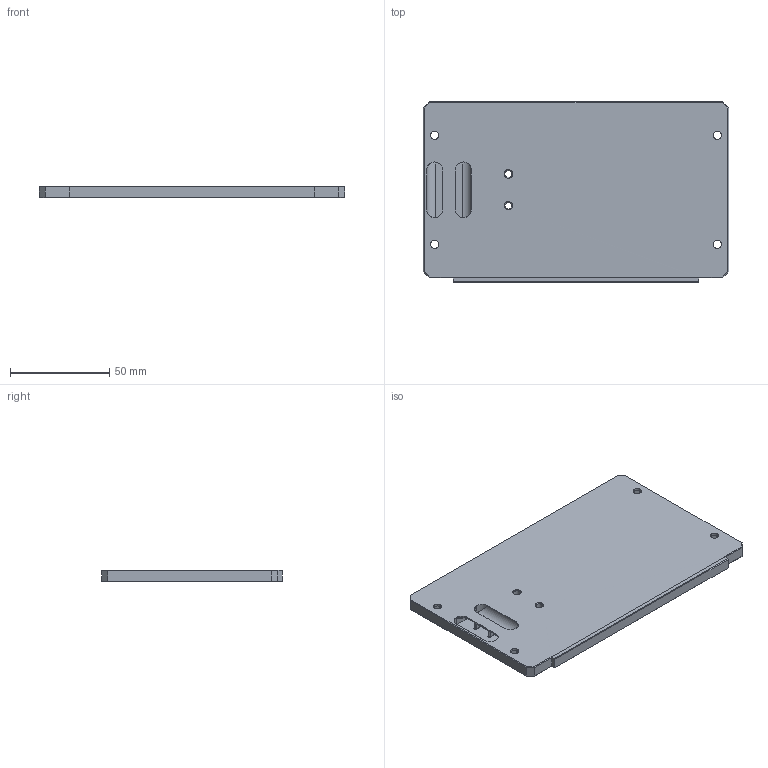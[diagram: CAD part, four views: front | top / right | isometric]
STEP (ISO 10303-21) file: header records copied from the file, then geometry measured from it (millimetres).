
FILE_DESCRIPTION(/* description */ ('STEP AP242','CAx-IF Rec.Pracs.---Representation and Presentation of Product Manufacturing Information (PMI)---4.0---2014-10-13','CAx-IF Rec.Pracs.---3D Tessellated Geometry---0.4---2014-09-14','2;1'),/* implementation_level */ '2;1');
FILE_NAME(/* name */ '619138593fe69a7fa00d1b32',/* time_stamp */ '2021-11-14T16:24:58+00:00',/* author */ (''),/* organization */ (''),/* preprocessor_version */ 'ST-DEVELOPER v18.1',/* originating_system */ ' ',/* authorisation */ ' ');
FILE_SCHEMA (('AP242_MANAGED_MODEL_BASED_3D_ENGINEERING_MIM_LF { 1 0 10303 442 1 1 4 }'));
Length unit declared in the file: metre
Products named in the file (1): Driver_Hub_Bottom
Bounding box: 153.59 x 90.79 x 6 mm (x, y, z)
Volume: 79442.5 mm3; surface area: 31725.5 mm2
Topology: 1 solids, 1 shells, 183 faces, 461 edges, 272 vertices
Faces by surface type: plane 105, cylinder 42, torus 20, bspline 12, cone 4
Full cylindrical faces by diameter (mm): 3.5 x2, 4.2 x4, 6 x2
Entity records: 5368 total; most frequent: CARTESIAN_POINT 1164, ORIENTED_EDGE 854, DIRECTION 850, EDGE_CURVE 427, LINE 290, VECTOR 290, AXIS2_PLACEMENT_3D 280, VERTEX_POINT 262
